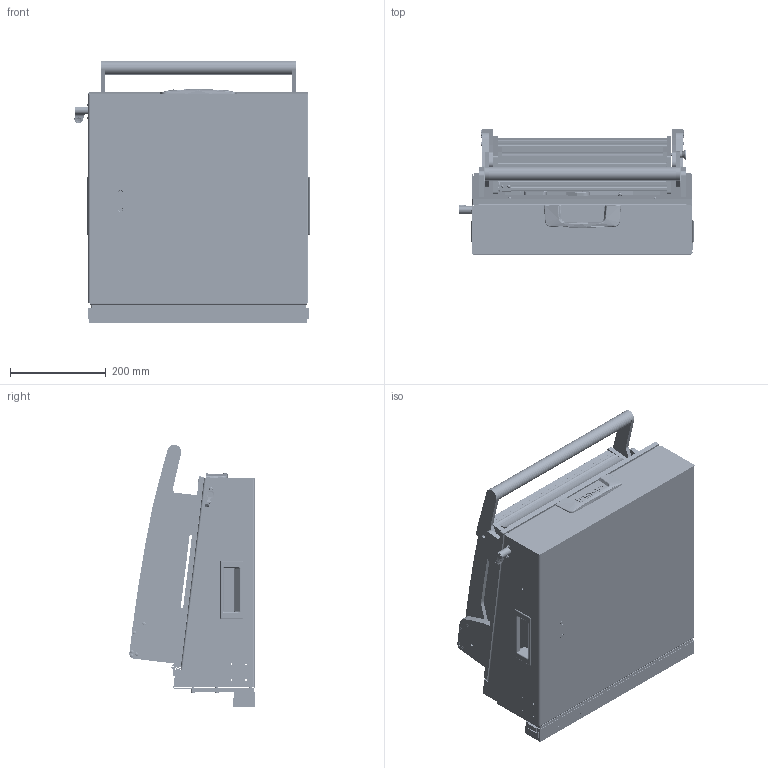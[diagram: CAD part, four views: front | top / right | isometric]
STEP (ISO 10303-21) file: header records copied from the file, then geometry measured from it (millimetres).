
FILE_DESCRIPTION (( 'STEP AP203' ), '1' );
FILE_NAME ('INGUN_33040.STEP', '2023-05-31T08:12:56', ( '' ), ( '' ), 'SwSTEP 2.0', 'SolidWorks 2021', '' );
FILE_SCHEMA (( 'CONFIG_CONTROL_DESIGN' ));
Length unit declared in the file: millimetre
Products named in the file (105): DIN125~n_04,3 M04,0; 20902~0; 53839~0_S; 109934~0_KUNDE<S>; 23943~1_S; 38786~1; 110705~2_S; K_02038~0; 30955~0_S; 35097~0; 30758_01~0_S; 111995~1_S; 31788~1; 31253~0_S; 34328~1_S; 2528~0; 55713~1_KUNDE<S>; ISO7380~n_M05,0x020; 2281~0; 35334~0_S; 35661~4_S; 53838~0_S; DIN914~n_M04,0x05; DIN7991~n_M05,0x016; 2281~0_180ø<Standard>; 53836~2_KUNDE<S>; DIN985-A2~n_M04,0; 32171~0_S; 8804~0; 39894~2_KUNDE<S>; 30758~0_S; K_02037~0; DIN7991~n_M05,0x012; 39892~7_KUNDE<S>; DIN125~n_05,3 M05,0 Fase; 35714~3_S; 29805~4_geschlossen<S>; DIN6325~n_04,0m6x016; 21332_01~0; DIN6325~n_04,0m6x014 ...
Assembly tree (205 placements, depth 6):
  INGUN_33040
    114903~0_ohne GF<S>
      32172~8
      30758~0_S  x2
        30758_01~0_S
        30758_02~0_S
        38564~0
      20902~0
      21332~0_MA 2112<Standard>
        21332_02~0
        21332_01~0
      53032~0_S
      32171~0_S
      32462~0_S
      29805~4_geschlossen<S>
        110322~4_S
        110705~2_S
        30984~0_S
        110231~1_S
        110443~0_S
        30112~0
        ISO7380~n_M05,0x030
        ISO7380~n_M04,0x008  x2
        DIN914~n_M04,0x05
      35334~0_S
      DIN7991~n_M05,0x016
      DIN7991~n_M05,0x012  x2
      DIN985-A2~n_M04,0  x3
      8804~0
      DIN125~n_04,3 M04,0  x2
    35650~12_KUNDE<S>
      109770~1_S
        35648~17
        35661~4_S
        35662~11_S
        35663~9_S
        2281~0_180ø<Standard>  x2
          2281~0
        112064~0_S  x2
        53031~0_S
        35649~1_S
        35651~1_S
        31253~0_S
        30955~0_S
        30915~0
        ASR~asr_拱04,2x07x拌8  x2
        2528~0  x2
        31109~0
        35664~1_S
        114566~0_S  x2
          112087~1_S
            111995~1_S
            112086~2_S
            DIN125~n_05,3 M05,0 Fase
          49317~0
          DIN912~n_M04,0x016
          DIN125~n_04,3 M04,0
          DIN125~n_06,4 M06,0 Fase
        DIN6325~n_04,0m6x016  x2
        DIN7991~n_M05,0x020  x6
Bounding box: 491.5 x 262.15 x 548.39 mm (x, y, z)
Volume: 4932514.5 mm3; surface area: 2661056.6 mm2
Topology: 222 solids, 222 shells, 5751 faces, 14487 edges, 9237 vertices
Faces by surface type: cylinder 2522, plane 2110, cone 689, bspline 235, torus 99, sphere 96
Entity records: 134820 total; most frequent: CARTESIAN_POINT 30725, DIRECTION 19688, ORIENTED_EDGE 18236, EDGE_CURVE 9118, AXIS2_PLACEMENT_3D 7431, VERTEX_POINT 5882, LINE 4826, VECTOR 4826
